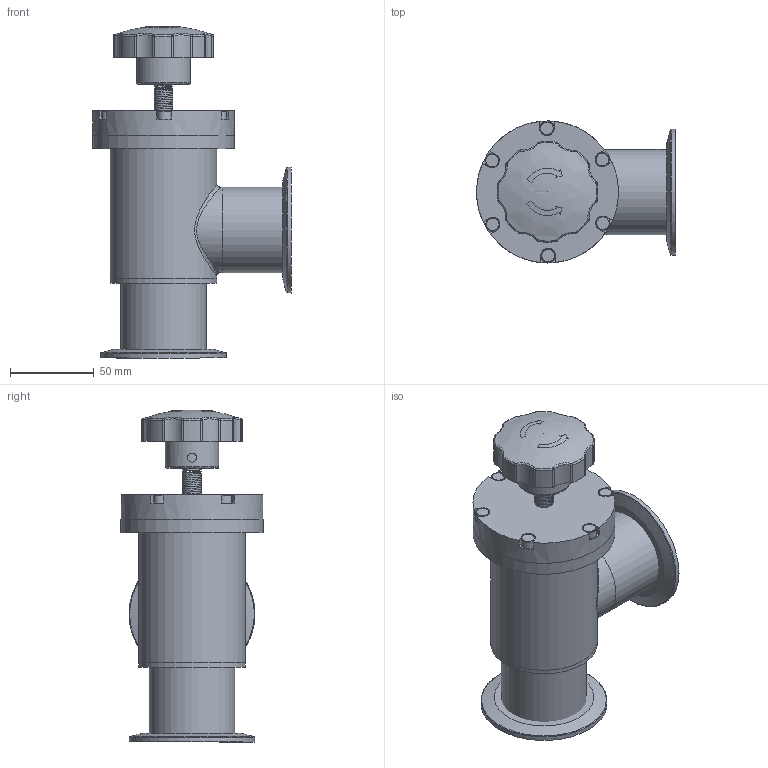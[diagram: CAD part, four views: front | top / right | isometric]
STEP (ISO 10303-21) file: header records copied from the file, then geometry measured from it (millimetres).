
FILE_DESCRIPTION (( 'STEP AP214' ), '1' );
FILE_NAME ('FULLVAC VAMS1KF50.STEP', '2019-06-26T13:11:30', ( '' ), ( '' ), 'SwSTEP 2.0', 'SolidWorks 2017', '' );
FILE_SCHEMA (( 'AUTOMOTIVE_DESIGN' ));
Length unit declared in the file: millimetre
Products named in the file (1): FULLVAC VAMS1KF50
Bounding box: 118.47 x 84.55 x 197.68 mm (x, y, z)
Surface area: 133236 mm2 (no closed solid volume)
Topology: 0 solids, 22 shells, 137 faces, 394 edges, 270 vertices
Faces by surface type: cylinder 52, bspline 45, plane 38, cone 2
Full cylindrical faces by diameter (mm): 5.4 x1, 8.5 x6, 32 x1, 50.8 x3, 63.5 x2, 75 x2, 84.55 x2
Entity records: 15252 total; most frequent: CARTESIAN_POINT 12240, ORIENTED_EDGE 582, DIRECTION 540, EDGE_CURVE 344, VERTEX_POINT 252, AXIS2_PLACEMENT_3D 230, EDGE_LOOP 164, FACE_OUTER_BOUND 162
